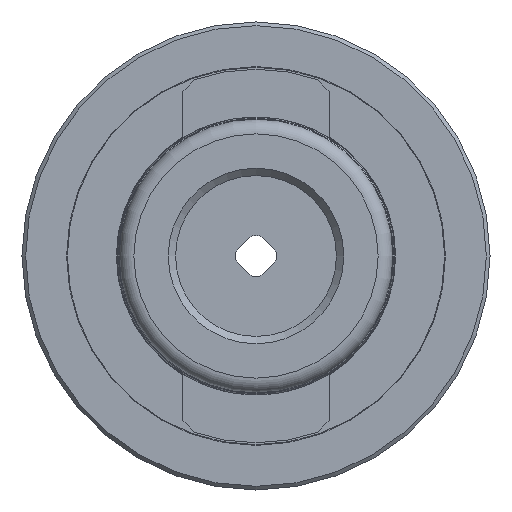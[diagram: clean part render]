
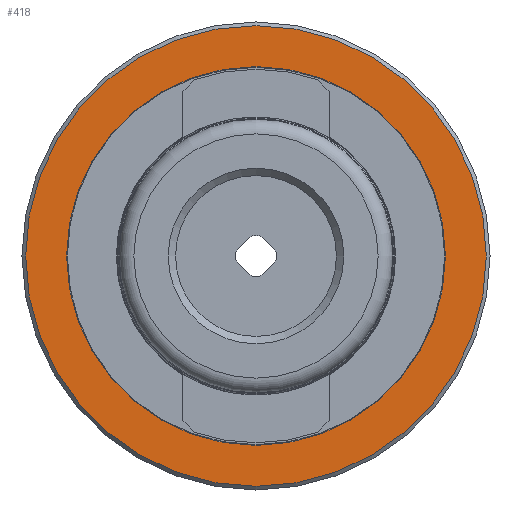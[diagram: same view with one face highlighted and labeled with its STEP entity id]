
A CAD part, left-side view. The second image highlights one B-rep face of the part: STEP entity #418.
In plain terms, the highlighted planar face has unit normal (-1, 0, 0).
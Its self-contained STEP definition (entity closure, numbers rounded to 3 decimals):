
#418 = ADVANCED_FACE( '', ( #898, #899 ), #900, .F. );
#898 = FACE_OUTER_BOUND( '', #1393, .T. );
#899 = FACE_BOUND( '', #1394, .T. );
#900 = PLANE( '', #1395 );
#1393 = EDGE_LOOP( '', ( #2459 ) );
#1394 = EDGE_LOOP( '', ( #2460 ) );
#1395 = AXIS2_PLACEMENT_3D( '', #2461, #2462, #2463 );
#2459 = ORIENTED_EDGE( '', *, *, #2716, .T. );
#2460 = ORIENTED_EDGE( '', *, *, #2983, .T. );
#2461 = CARTESIAN_POINT( '', ( 4., 12.767, 0. ) );
#2462 = DIRECTION( '', ( 1., 0., 0. ) );
#2463 = DIRECTION( '', ( 0., 0., -1. ) );
#2716 = EDGE_CURVE( '', #3243, #3243, #3244, .F. );
#2983 = EDGE_CURVE( '', #3606, #3606, #3607, .T. );
#3243 = VERTEX_POINT( '', #3963 );
#3244 = CIRCLE( '', #3964, 15.75 );
#3606 = VERTEX_POINT( '', #4437 );
#3607 = CIRCLE( '', #4438, 12.95 );
#3963 = CARTESIAN_POINT( '', ( 4., 0., -15.75 ) );
#3964 = AXIS2_PLACEMENT_3D( '', #4611, #4612, #4613 );
#4437 = CARTESIAN_POINT( '', ( 4., -12.95, 0. ) );
#4438 = AXIS2_PLACEMENT_3D( '', #4881, #4882, #4883 );
#4611 = CARTESIAN_POINT( '', ( 4., 0., 0. ) );
#4612 = DIRECTION( '', ( 1., 0., 0. ) );
#4613 = DIRECTION( '', ( 0., 0., -1. ) );
#4881 = CARTESIAN_POINT( '', ( 4., 0., 0. ) );
#4882 = DIRECTION( '', ( 1., 0., 0. ) );
#4883 = DIRECTION( '', ( 0., -1., 0. ) );
